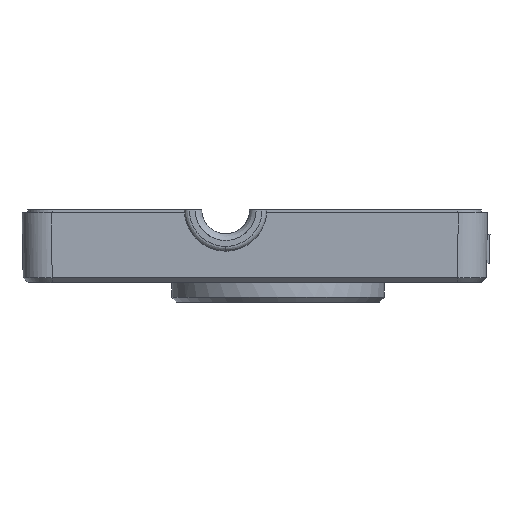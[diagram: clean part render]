
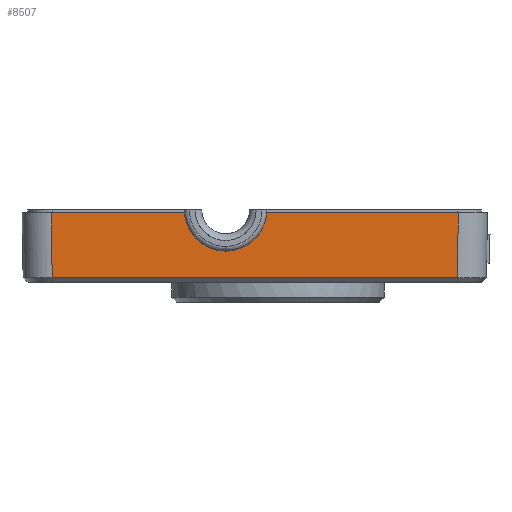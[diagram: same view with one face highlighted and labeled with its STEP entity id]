
A CAD part, front view. The second image highlights one B-rep face of the part: STEP entity #8507.
In plain terms, the highlighted planar face has unit normal (0, -1, -0.018).
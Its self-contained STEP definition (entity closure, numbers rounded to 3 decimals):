
#5 = CARTESIAN_POINT ( 'NONE',  ( 2.038, -24.935, -3.739 ) ) ;
#191 = VERTEX_POINT ( 'NONE', #13508 ) ;
#215 = CARTESIAN_POINT ( 'NONE',  ( -21., -24.995, -0.3 ) ) ;
#247 = EDGE_CURVE ( 'NONE', #1421, #10827, #5599, .T. ) ;
#365 = DIRECTION ( 'NONE',  ( -0.017, -0.017, 1. ) ) ;
#548 = LINE ( 'NONE', #215, #6194 ) ;
#594 = CARTESIAN_POINT ( 'NONE',  ( -3.949, -24.972, -1.592 ) ) ;
#722 = LINE ( 'NONE', #2465, #12676 ) ;
#964 = VECTOR ( 'NONE', #7028, 1000. ) ;
#1143 = CARTESIAN_POINT ( 'NONE',  ( 1.309, -24.929, -4.052 ) ) ;
#1421 = VERTEX_POINT ( 'NONE', #11835 ) ;
#1634 = ORIENTED_EDGE ( 'NONE', *, *, #6980, .T. ) ;
#1723 = CARTESIAN_POINT ( 'NONE',  ( -3.582, -24.96, -2.303 ) ) ;
#1743 = EDGE_CURVE ( 'NONE', #10827, #1755, #548, .T. ) ;
#1755 = VERTEX_POINT ( 'NONE', #6989 ) ;
#2220 = CARTESIAN_POINT ( 'NONE',  ( 4.176, -24.986, -0.83 ) ) ;
#2279 = CARTESIAN_POINT ( 'NONE',  ( 0.528, -24.926, -4.225 ) ) ;
#2465 = CARTESIAN_POINT ( 'NONE',  ( -21., -24.995, -0.3 ) ) ;
#2677 = CARTESIAN_POINT ( 'NONE',  ( -21., -25., 0. ) ) ;
#2873 = CARTESIAN_POINT ( 'NONE',  ( -3.092, -24.949, -2.928 ) ) ;
#2931 = LINE ( 'NONE', #8441, #8553 ) ;
#3373 = CARTESIAN_POINT ( 'NONE',  ( 3.947, -24.972, -1.598 ) ) ;
#3398 = ORIENTED_EDGE ( 'NONE', *, *, #247, .T. ) ;
#3411 = CARTESIAN_POINT ( 'NONE',  ( 0., -24.926, -4.25 ) ) ;
#3915 = DIRECTION ( 'NONE',  ( -1., 0., 0. ) ) ;
#3977 = CARTESIAN_POINT ( 'NONE',  ( -2.701, -24.943, -3.292 ) ) ;
#4403 = VERTEX_POINT ( 'NONE', #6277 ) ;
#4500 = CARTESIAN_POINT ( 'NONE',  ( 3.582, -24.96, -2.302 ) ) ;
#4660 = EDGE_CURVE ( 'NONE', #12034, #1421, #7652, .T. ) ;
#5082 = CARTESIAN_POINT ( 'NONE',  ( -4.239, -24.995, -0.3 ) ) ;
#5136 = CARTESIAN_POINT ( 'NONE',  ( -2.043, -24.935, -3.736 ) ) ;
#5256 = VECTOR ( 'NONE', #365, 1000. ) ;
#5543 = EDGE_LOOP ( 'NONE', ( #1634, #11167, #3398, #11467, #8837, #7720, #12831 ) ) ;
#5574 = CARTESIAN_POINT ( 'NONE',  ( 4.22, -24.99, -0.567 ) ) ;
#5599 = B_SPLINE_CURVE_WITH_KNOTS ( 'NONE', 3,
 ( #7385, #8510, #7571, #14107, #6254, #12972, #5136, #11861, #3977, #2873, #9598, #1723, #8468, #594, #7327, #6210, #12925, #5082 ),
 .UNSPECIFIED., .F., .F.,
 ( 4, 2, 2, 2, 2, 2, 2, 2, 4 ),
 ( 0.006, 0.007, 0.008, 0.009, 0.01, 0.01, 0.011, 0.012, 0.013 ),
 .UNSPECIFIED. ) ;
#5628 = EDGE_CURVE ( 'NONE', #191, #12382, #2931, .T. ) ;
#5635 = CARTESIAN_POINT ( 'NONE',  ( 3.088, -24.949, -2.931 ) ) ;
#5881 = DIRECTION ( 'NONE',  ( -1., 0., 0. ) ) ;
#6194 = VECTOR ( 'NONE', #5881, 1000. ) ;
#6210 = CARTESIAN_POINT ( 'NONE',  ( -4.176, -24.985, -0.832 ) ) ;
#6254 = CARTESIAN_POINT ( 'NONE',  ( -1.308, -24.929, -4.052 ) ) ;
#6277 = CARTESIAN_POINT ( 'NONE',  ( 23.995, -24.995, -0.3 ) ) ;
#6465 = CARTESIAN_POINT ( 'NONE',  ( -4.239, -24.995, -0.3 ) ) ;
#6767 = CARTESIAN_POINT ( 'NONE',  ( 2.49, -24.94, -3.454 ) ) ;
#6856 = FACE_OUTER_BOUND ( 'NONE', #5543, .T. ) ;
#6980 = EDGE_CURVE ( 'NONE', #4403, #12034, #722, .T. ) ;
#6989 = CARTESIAN_POINT ( 'NONE',  ( -17.995, -24.995, -0.3 ) ) ;
#7028 = DIRECTION ( 'NONE',  ( -0.017, 0.017, -1. ) ) ;
#7096 = CARTESIAN_POINT ( 'NONE',  ( -18.001, -25.001, 0.052 ) ) ;
#7184 = DIRECTION ( 'NONE',  ( 0., -0.017, 1. ) ) ;
#7305 = LINE ( 'NONE', #10388, #964 ) ;
#7327 = CARTESIAN_POINT ( 'NONE',  ( -4.04, -24.977, -1.343 ) ) ;
#7385 = CARTESIAN_POINT ( 'NONE',  ( 0., -24.926, -4.25 ) ) ;
#7571 = CARTESIAN_POINT ( 'NONE',  ( -0.534, -24.926, -4.224 ) ) ;
#7652 = B_SPLINE_CURVE_WITH_KNOTS ( 'NONE', 3,
 ( #13430, #5574, #2220, #10097, #3373, #11230, #4500, #12358, #5635, #13466, #6767, #5, #7864, #1143, #9007, #2279, #10143, #3411 ),
 .UNSPECIFIED., .F., .F.,
 ( 4, 2, 2, 2, 2, 2, 2, 2, 4 ),
 ( 0., 0.001, 0.002, 0.002, 0.003, 0.004, 0.005, 0.006, 0.006 ),
 .UNSPECIFIED. ) ;
#7720 = ORIENTED_EDGE ( 'NONE', *, *, #5628, .F. ) ;
#7864 = CARTESIAN_POINT ( 'NONE',  ( 1.802, -24.933, -3.858 ) ) ;
#8441 = CARTESIAN_POINT ( 'NONE',  ( -17.87, -24.878, -6.991 ) ) ;
#8468 = CARTESIAN_POINT ( 'NONE',  ( -3.719, -24.964, -2.073 ) ) ;
#8507 = ADVANCED_FACE ( 'NONE', ( #6856 ), #12787, .T. ) ;
#8510 = CARTESIAN_POINT ( 'NONE',  ( -0.265, -24.926, -4.25 ) ) ;
#8553 = VECTOR ( 'NONE', #3915, 1000. ) ;
#8783 = CARTESIAN_POINT ( 'NONE',  ( -17.878, -24.878, -6.991 ) ) ;
#8837 = ORIENTED_EDGE ( 'NONE', *, *, #10243, .F. ) ;
#9007 = CARTESIAN_POINT ( 'NONE',  ( 1.05, -24.928, -4.126 ) ) ;
#9199 = DIRECTION ( 'NONE',  ( -1., 0., 0. ) ) ;
#9598 = CARTESIAN_POINT ( 'NONE',  ( -3.269, -24.952, -2.729 ) ) ;
#9883 = CARTESIAN_POINT ( 'NONE',  ( 4.239, -24.995, -0.3 ) ) ;
#10097 = CARTESIAN_POINT ( 'NONE',  ( 4.04, -24.977, -1.346 ) ) ;
#10143 = CARTESIAN_POINT ( 'NONE',  ( 0.265, -24.926, -4.25 ) ) ;
#10243 = EDGE_CURVE ( 'NONE', #12382, #1755, #10895, .T. ) ;
#10388 = CARTESIAN_POINT ( 'NONE',  ( 23.987, -24.986, -0.785 ) ) ;
#10827 = VERTEX_POINT ( 'NONE', #6465 ) ;
#10895 = LINE ( 'NONE', #7096, #5256 ) ;
#11167 = ORIENTED_EDGE ( 'NONE', *, *, #4660, .T. ) ;
#11230 = CARTESIAN_POINT ( 'NONE',  ( 3.718, -24.964, -2.074 ) ) ;
#11467 = ORIENTED_EDGE ( 'NONE', *, *, #1743, .T. ) ;
#11835 = CARTESIAN_POINT ( 'NONE',  ( 0., -24.926, -4.25 ) ) ;
#11861 = CARTESIAN_POINT ( 'NONE',  ( -2.491, -24.94, -3.454 ) ) ;
#12034 = VERTEX_POINT ( 'NONE', #9883 ) ;
#12358 = CARTESIAN_POINT ( 'NONE',  ( 3.266, -24.952, -2.733 ) ) ;
#12382 = VERTEX_POINT ( 'NONE', #8783 ) ;
#12676 = VECTOR ( 'NONE', #9199, 1000. ) ;
#12787 = PLANE ( 'NONE',  #13386 ) ;
#12831 = ORIENTED_EDGE ( 'NONE', *, *, #13101, .F. ) ;
#12925 = CARTESIAN_POINT ( 'NONE',  ( -4.22, -24.99, -0.567 ) ) ;
#12972 = CARTESIAN_POINT ( 'NONE',  ( -1.804, -24.933, -3.857 ) ) ;
#13101 = EDGE_CURVE ( 'NONE', #4403, #191, #7305, .T. ) ;
#13386 = AXIS2_PLACEMENT_3D ( 'NONE', #2677, #13906, #7184 ) ;
#13430 = CARTESIAN_POINT ( 'NONE',  ( 4.239, -24.995, -0.3 ) ) ;
#13466 = CARTESIAN_POINT ( 'NONE',  ( 2.701, -24.943, -3.291 ) ) ;
#13508 = CARTESIAN_POINT ( 'NONE',  ( 23.878, -24.878, -6.991 ) ) ;
#13906 = DIRECTION ( 'NONE',  ( 0., -1., -0.017 ) ) ;
#14107 = CARTESIAN_POINT ( 'NONE',  ( -1.054, -24.928, -4.125 ) ) ;
